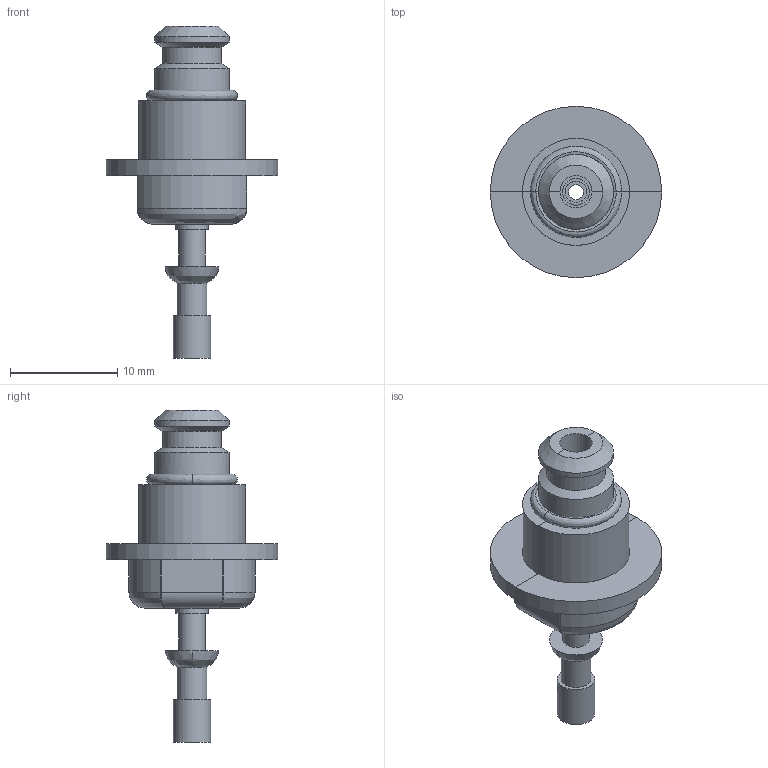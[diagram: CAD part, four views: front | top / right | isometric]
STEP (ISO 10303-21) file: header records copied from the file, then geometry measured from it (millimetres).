
FILE_DESCRIPTION(/* description */ (''),/* implementation_level */ '2;1');
FILE_NAME(/* name */ 'JUKI Nozzle 505_v1.step',/* time_stamp */ '2025-04-08T13:44:52-04:00',/* author */ (''),/* organization */ (''),/* preprocessor_version */ 'ST-DEVELOPER v20.1',/* originating_system */ 'Autodesk Translation Framework v14.4.0.0',/* authorisation */ '');
FILE_SCHEMA (('AUTOMOTIVE_DESIGN { 1 0 10303 214 3 1 1 }'));
Length unit declared in the file: millimetre
Products named in the file (1): Document
Bounding box: 16 x 16 x 31 mm (x, y, z)
Volume: 1377.5 mm3; surface area: 1888.3 mm2
Topology: 6 solids, 6 shells, 66 faces, 149 edges, 87 vertices
Faces by surface type: cylinder 25, plane 24, bspline 14, cone 3
Full cylindrical faces by diameter (mm): 1.4 x1, 2 x1, 2.5 x3, 2.8 x1, 3 x2, 3.5 x1, 4.5 x1, 5.5 x1, 7 x2, 10 x1, 16 x1
Entity records: 2875 total; most frequent: CARTESIAN_POINT 1393, DIRECTION 298, ORIENTED_EDGE 290, EDGE_CURVE 145, AXIS2_PLACEMENT_3D 122, VERTEX_POINT 87, EDGE_LOOP 76, CIRCLE 68
